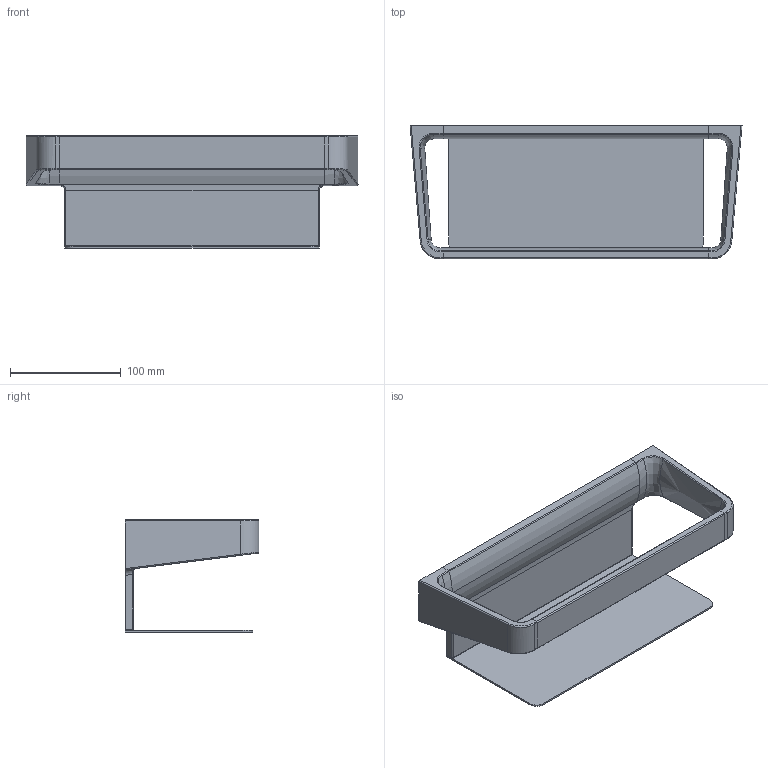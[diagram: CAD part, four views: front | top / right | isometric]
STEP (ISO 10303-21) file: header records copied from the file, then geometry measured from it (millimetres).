
FILE_DESCRIPTION (( 'STEP AP214' ), '1' );
FILE_NAME ('83433976ff_PM.STEP', '2024-02-25T22:02:56', ( '' ), ( '' ), 'SwSTEP 2.0', 'SolidWorks 2023', '' );
FILE_SCHEMA (( 'AUTOMOTIVE_DESIGN' ));
Length unit declared in the file: millimetre
Products named in the file (6): 83433976ff_PM; Planungsmodell_Abdeckung-+-081797080_K1; Planungsmodell_Blech-+-08110249090_K1; Planungsmodell_Rohr-+-08282279490_K1_240x30; Planungsmodell_Halter-+-08179708421_K1; Planungsmodell_Halter-+-08179708521_K1
Assembly tree (5 placements, depth 2):
  83433976ff_PM
    Planungsmodell_Rohr-+-08282279490_K1_240x30
    Planungsmodell_Halter-+-08179708421_K1
    Planungsmodell_Abdeckung-+-081797080_K1
    Planungsmodell_Halter-+-08179708521_K1
    Planungsmodell_Blech-+-08110249090_K1
Bounding box: 300.18 x 121 x 101.5 mm (x, y, z)
Volume: 345583.7 mm3; surface area: 175804 mm2
Topology: 5 solids, 7 shells, 860 faces, 2148 edges, 1230 vertices
Faces by surface type: bspline 328, cylinder 327, plane 189, cone 16
Entity records: 43341 total; most frequent: CARTESIAN_POINT 26417, ORIENTED_EDGE 4124, DIRECTION 2660, EDGE_CURVE 2062, VERTEX_POINT 1230, AXIS2_PLACEMENT_3D 975, EDGE_LOOP 878, ADVANCED_FACE 860
